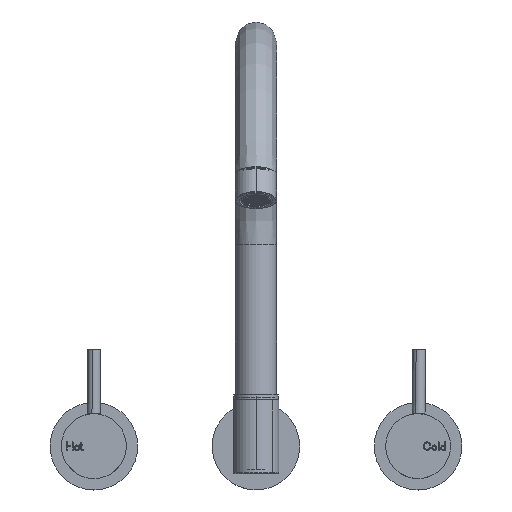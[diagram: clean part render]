
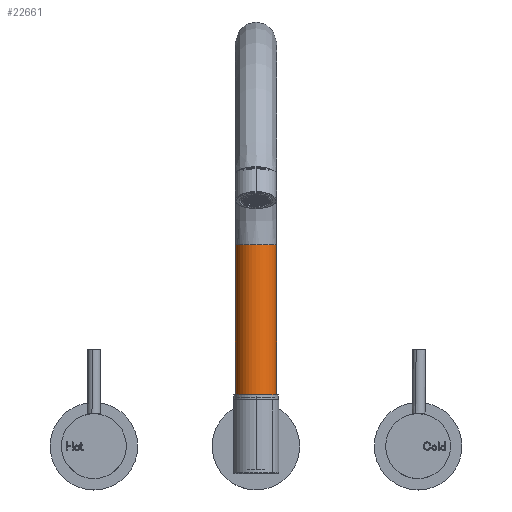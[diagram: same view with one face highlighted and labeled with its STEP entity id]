
A CAD part, top view. The second image highlights one B-rep face of the part: STEP entity #22661.
In plain terms, the highlighted cylindrical face has radius 12.7 mm (diameter 25.4 mm), a partial arc.
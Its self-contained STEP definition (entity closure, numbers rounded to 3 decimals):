
#1105 = DIRECTION ( 'NONE',  ( 0., 1., 0. ) ) ;
#1295 = FACE_OUTER_BOUND ( 'NONE', #9454, .T. ) ;
#1734 = CARTESIAN_POINT ( 'NONE',  ( 0., 92.583, 14.993 ) ) ;
#1807 = EDGE_CURVE ( 'NONE', #23946, #16196, #2301, .T. ) ;
#2138 = VERTEX_POINT ( 'NONE', #13689 ) ;
#2301 = LINE ( 'NONE', #22423, #11942 ) ;
#2432 = DIRECTION ( 'NONE',  ( 0., 1., 0. ) ) ;
#4082 = AXIS2_PLACEMENT_3D ( 'NONE', #16758, #2432, #19178 ) ;
#4479 = EDGE_CURVE ( 'NONE', #29333, #2138, #10014, .T. ) ;
#5515 = CARTESIAN_POINT ( 'NONE',  ( 12.7, 92.583, 14.993 ) ) ;
#5619 = DIRECTION ( 'NONE',  ( 0., 1., 0. ) ) ;
#8208 = DIRECTION ( 'NONE',  ( 1., 0., 0. ) ) ;
#9454 = EDGE_LOOP ( 'NONE', ( #31140, #30840, #15191, #16651 ) ) ;
#10014 = LINE ( 'NONE', #24983, #25980 ) ;
#10660 = CARTESIAN_POINT ( 'NONE',  ( -12.7, 0., 14.993 ) ) ;
#11942 = VECTOR ( 'NONE', #27085, 1000. ) ;
#13689 = CARTESIAN_POINT ( 'NONE',  ( -12.7, 92.583, 14.993 ) ) ;
#15191 = ORIENTED_EDGE ( 'NONE', *, *, #1807, .T. ) ;
#16196 = VERTEX_POINT ( 'NONE', #5515 ) ;
#16538 = EDGE_CURVE ( 'NONE', #2138, #16196, #26177, .T. ) ;
#16651 = ORIENTED_EDGE ( 'NONE', *, *, #16538, .F. ) ;
#16758 = CARTESIAN_POINT ( 'NONE',  ( 0., 0., 14.993 ) ) ;
#17440 = CIRCLE ( 'NONE', #4082, 12.7 ) ;
#17572 = DIRECTION ( 'NONE',  ( 0., 1., 0. ) ) ;
#19178 = DIRECTION ( 'NONE',  ( 1., 0., 0. ) ) ;
#20938 = CYLINDRICAL_SURFACE ( 'NONE', #26554, 12.7 ) ;
#22423 = CARTESIAN_POINT ( 'NONE',  ( 12.7, 0., 14.993 ) ) ;
#22661 = ADVANCED_FACE ( 'NONE', ( #1295 ), #20938, .T. ) ;
#23946 = VERTEX_POINT ( 'NONE', #24512 ) ;
#24512 = CARTESIAN_POINT ( 'NONE',  ( 12.7, 0., 14.993 ) ) ;
#24983 = CARTESIAN_POINT ( 'NONE',  ( -12.7, 0., 14.993 ) ) ;
#25980 = VECTOR ( 'NONE', #17572, 1000. ) ;
#26177 = CIRCLE ( 'NONE', #29244, 12.7 ) ;
#26554 = AXIS2_PLACEMENT_3D ( 'NONE', #27858, #5619, #8208 ) ;
#27085 = DIRECTION ( 'NONE',  ( 0., 1., 0. ) ) ;
#27858 = CARTESIAN_POINT ( 'NONE',  ( 0., 0., 14.993 ) ) ;
#28148 = DIRECTION ( 'NONE',  ( 1., 0., 0. ) ) ;
#28352 = EDGE_CURVE ( 'NONE', #29333, #23946, #17440, .T. ) ;
#29244 = AXIS2_PLACEMENT_3D ( 'NONE', #1734, #1105, #28148 ) ;
#29333 = VERTEX_POINT ( 'NONE', #10660 ) ;
#30840 = ORIENTED_EDGE ( 'NONE', *, *, #28352, .T. ) ;
#31140 = ORIENTED_EDGE ( 'NONE', *, *, #4479, .F. ) ;
